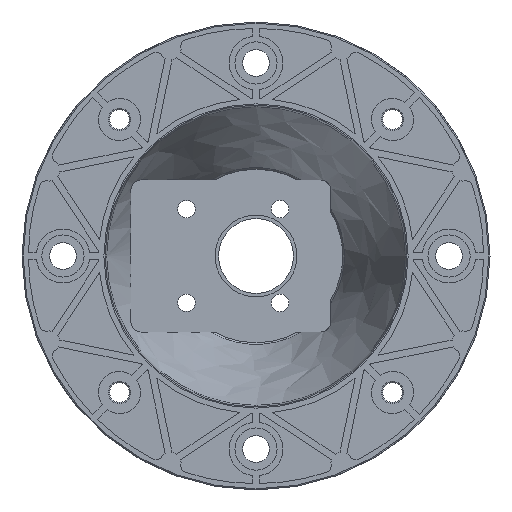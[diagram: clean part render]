
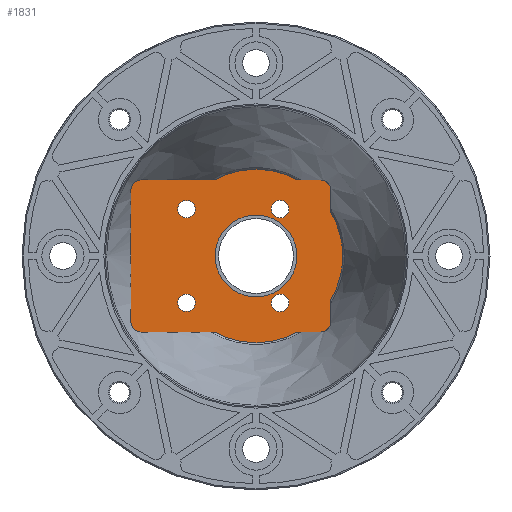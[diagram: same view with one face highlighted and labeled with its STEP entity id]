
A CAD part, left-side view. The second image highlights one B-rep face of the part: STEP entity #1831.
In plain terms, the highlighted planar face has unit normal (-1, 0, 0).
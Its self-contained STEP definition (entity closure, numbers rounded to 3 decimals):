
#1365=CARTESIAN_POINT('',(35.737,-121.423,28.22));
#1366=VERTEX_POINT('',#1365);
#1375=CARTESIAN_POINT('',(35.737,-121.423,37.482));
#1376=VERTEX_POINT('',#1375);
#1383=CARTESIAN_POINT('',(35.737,-121.423,28.22));
#1384=DIRECTION('',(0.0,0.0,1.0));
#1385=VECTOR('',#1384,9.262);
#1386=LINE('',#1383,#1385);
#1387=EDGE_CURVE('',#1366,#1376,#1386,.T.);
#1399=CARTESIAN_POINT('',(35.737,-116.923,41.982));
#1400=VERTEX_POINT('',#1399);
#1407=CARTESIAN_POINT('',(35.737,-116.923,37.482));
#1408=DIRECTION('',(-1.0,0.,0.0));
#1409=DIRECTION('',(0.0,0.0,1.0));
#1410=AXIS2_PLACEMENT_3D('',#1407,#1408,#1409);
#1411=CIRCLE('',#1410,4.5);
#1412=EDGE_CURVE('',#1376,#1400,#1411,.T.);
#1425=CARTESIAN_POINT('',(35.737,-107.279,41.982));
#1426=VERTEX_POINT('',#1425);
#1433=CARTESIAN_POINT('',(35.737,-116.923,41.982));
#1434=DIRECTION('',(0.0,1.0,0.0));
#1435=VECTOR('',#1434,9.644);
#1436=LINE('',#1433,#1435);
#1437=EDGE_CURVE('',#1400,#1426,#1436,.T.);
#1449=CARTESIAN_POINT('',(35.737,-71.566,41.982));
#1450=VERTEX_POINT('',#1449);
#1457=CARTESIAN_POINT('',(35.737,-89.423,9.482));
#1458=DIRECTION('',(-1.0,0.,0.0));
#1459=DIRECTION('',(0.0,0.0,1.0));
#1460=AXIS2_PLACEMENT_3D('',#1457,#1458,#1459);
#1461=CIRCLE('',#1460,37.082);
#1462=EDGE_CURVE('',#1426,#1450,#1461,.T.);
#1475=CARTESIAN_POINT('',(35.737,-40.423,41.982));
#1476=VERTEX_POINT('',#1475);
#1483=CARTESIAN_POINT('',(35.737,-71.566,41.982));
#1484=DIRECTION('',(0.0,1.0,0.0));
#1485=VECTOR('',#1484,31.144);
#1486=LINE('',#1483,#1485);
#1487=EDGE_CURVE('',#1450,#1476,#1486,.T.);
#1499=CARTESIAN_POINT('',(35.737,-35.923,37.482));
#1500=VERTEX_POINT('',#1499);
#1507=CARTESIAN_POINT('',(35.737,-40.423,37.482));
#1508=DIRECTION('',(-1.0,0.,0.0));
#1509=DIRECTION('',(0.0,0.0,1.0));
#1510=AXIS2_PLACEMENT_3D('',#1507,#1508,#1509);
#1511=CIRCLE('',#1510,4.5);
#1512=EDGE_CURVE('',#1476,#1500,#1511,.T.);
#1525=CARTESIAN_POINT('',(35.737,-35.923,-18.518));
#1526=VERTEX_POINT('',#1525);
#1533=CARTESIAN_POINT('',(35.737,-35.923,37.482));
#1534=DIRECTION('',(0.0,0.0,-1.0));
#1535=VECTOR('',#1534,56.0);
#1536=LINE('',#1533,#1535);
#1537=EDGE_CURVE('',#1500,#1526,#1536,.T.);
#1549=CARTESIAN_POINT('',(35.737,-40.423,-23.018));
#1550=VERTEX_POINT('',#1549);
#1557=CARTESIAN_POINT('',(35.737,-40.423,-18.518));
#1558=DIRECTION('',(-1.0,0.,0.0));
#1559=DIRECTION('',(0.0,0.0,1.0));
#1560=AXIS2_PLACEMENT_3D('',#1557,#1558,#1559);
#1561=CIRCLE('',#1560,4.5);
#1562=EDGE_CURVE('',#1526,#1550,#1561,.T.);
#1575=CARTESIAN_POINT('',(35.737,-71.566,-23.018));
#1576=VERTEX_POINT('',#1575);
#1583=CARTESIAN_POINT('',(35.737,-40.423,-23.018));
#1584=DIRECTION('',(0.0,-1.0,0.0));
#1585=VECTOR('',#1584,31.144);
#1586=LINE('',#1583,#1585);
#1587=EDGE_CURVE('',#1550,#1576,#1586,.T.);
#1599=CARTESIAN_POINT('',(35.737,-107.279,-23.018));
#1600=VERTEX_POINT('',#1599);
#1607=CARTESIAN_POINT('',(35.737,-89.423,9.482));
#1608=DIRECTION('',(-1.0,0.,0.0));
#1609=DIRECTION('',(0.0,0.0,1.0));
#1610=AXIS2_PLACEMENT_3D('',#1607,#1608,#1609);
#1611=CIRCLE('',#1610,37.082);
#1612=EDGE_CURVE('',#1576,#1600,#1611,.T.);
#1625=CARTESIAN_POINT('',(35.737,-116.923,-23.018));
#1626=VERTEX_POINT('',#1625);
#1633=CARTESIAN_POINT('',(35.737,-107.279,-23.018));
#1634=DIRECTION('',(0.0,-1.0,0.0));
#1635=VECTOR('',#1634,9.644);
#1636=LINE('',#1633,#1635);
#1637=EDGE_CURVE('',#1600,#1626,#1636,.T.);
#1649=CARTESIAN_POINT('',(35.737,-121.423,-18.518));
#1650=VERTEX_POINT('',#1649);
#1657=CARTESIAN_POINT('',(35.737,-116.923,-18.518));
#1658=DIRECTION('',(-1.0,0.,0.0));
#1659=DIRECTION('',(0.0,0.0,1.0));
#1660=AXIS2_PLACEMENT_3D('',#1657,#1658,#1659);
#1661=CIRCLE('',#1660,4.5);
#1662=EDGE_CURVE('',#1626,#1650,#1661,.T.);
#1675=CARTESIAN_POINT('',(35.737,-121.423,-9.256));
#1676=VERTEX_POINT('',#1675);
#1683=CARTESIAN_POINT('',(35.737,-121.423,-18.518));
#1684=DIRECTION('',(0.0,0.0,1.0));
#1685=VECTOR('',#1684,9.262);
#1686=LINE('',#1683,#1685);
#1687=EDGE_CURVE('',#1650,#1676,#1686,.T.);
#1700=CARTESIAN_POINT('',(35.737,-89.423,9.482));
#1701=DIRECTION('',(-1.0,0.,0.0));
#1702=DIRECTION('',(0.0,0.0,1.0));
#1703=AXIS2_PLACEMENT_3D('',#1700,#1701,#1702);
#1704=CIRCLE('',#1703,37.082);
#1705=EDGE_CURVE('',#1676,#1366,#1704,.T.);
#1710=CARTESIAN_POINT('',(35.737,-35.912,-27.611));
#1711=DIRECTION('',(1.0,0.0,0.0));
#1712=DIRECTION('',(0.0,0.0,1.0));
#1713=AXIS2_PLACEMENT_3D('',#1710,#1711,#1712);
#1714=PLANE('',#1713);
#1715=ORIENTED_EDGE('',*,*,#1637,.T.);
#1716=ORIENTED_EDGE('',*,*,#1662,.T.);
#1717=ORIENTED_EDGE('',*,*,#1687,.T.);
#1718=ORIENTED_EDGE('',*,*,#1705,.T.);
#1719=ORIENTED_EDGE('',*,*,#1387,.T.);
#1720=ORIENTED_EDGE('',*,*,#1412,.T.);
#1721=ORIENTED_EDGE('',*,*,#1437,.T.);
#1722=ORIENTED_EDGE('',*,*,#1462,.T.);
#1723=ORIENTED_EDGE('',*,*,#1487,.T.);
#1724=ORIENTED_EDGE('',*,*,#1512,.T.);
#1725=ORIENTED_EDGE('',*,*,#1537,.T.);
#1726=ORIENTED_EDGE('',*,*,#1562,.T.);
#1727=ORIENTED_EDGE('',*,*,#1587,.T.);
#1728=ORIENTED_EDGE('',*,*,#1612,.T.);
#1729=EDGE_LOOP('',(#1715,#1716,#1717,#1718,#1719,#1720,#1721,#1722,#1723,#1724,#1725,#1726,#1727,#1728));
#1730=FACE_OUTER_BOUND('',#1729,.T.);
#1731=CARTESIAN_POINT('',(35.737,-101.797,-2.892));
#1732=VERTEX_POINT('',#1731);
#1733=CARTESIAN_POINT('',(35.737,-77.048,21.856));
#1734=VERTEX_POINT('',#1733);
#1735=CARTESIAN_POINT('',(35.737,-89.423,9.482));
#1736=DIRECTION('',(-1.0,0.,0.));
#1737=DIRECTION('',(0.,0.707,0.707));
#1738=AXIS2_PLACEMENT_3D('',#1735,#1736,#1737);
#1739=CIRCLE('',#1738,17.5);
#1740=EDGE_CURVE('',#1732,#1734,#1739,.T.);
#1741=ORIENTED_EDGE('',*,*,#1740,.F.);
#1742=CARTESIAN_POINT('',(35.737,-89.423,9.482));
#1743=DIRECTION('',(-1.0,0.,0.));
#1744=DIRECTION('',(0.,0.707,0.707));
#1745=AXIS2_PLACEMENT_3D('',#1742,#1743,#1744);
#1746=CIRCLE('',#1745,17.5);
#1747=EDGE_CURVE('',#1734,#1732,#1746,.T.);
#1748=ORIENTED_EDGE('',*,*,#1747,.F.);
#1749=EDGE_LOOP('',(#1741,#1748));
#1750=FACE_BOUND('',#1749,.T.);
#1751=CARTESIAN_POINT('',(35.737,-59.723,-6.768));
#1752=VERTEX_POINT('',#1751);
#1753=CARTESIAN_POINT('',(35.737,-59.723,-14.268));
#1754=VERTEX_POINT('',#1753);
#1755=CARTESIAN_POINT('',(35.737,-59.723,-10.518));
#1756=DIRECTION('',(1.0,0.,0.0));
#1757=DIRECTION('',(0.0,0.0,1.0));
#1758=AXIS2_PLACEMENT_3D('',#1755,#1756,#1757);
#1759=CIRCLE('',#1758,3.75);
#1760=EDGE_CURVE('',#1752,#1754,#1759,.T.);
#1761=ORIENTED_EDGE('',*,*,#1760,.T.);
#1762=CARTESIAN_POINT('',(35.737,-59.723,-10.518));
#1763=DIRECTION('',(1.0,0.,0.0));
#1764=DIRECTION('',(0.0,0.0,1.0));
#1765=AXIS2_PLACEMENT_3D('',#1762,#1763,#1764);
#1766=CIRCLE('',#1765,3.75);
#1767=EDGE_CURVE('',#1754,#1752,#1766,.T.);
#1768=ORIENTED_EDGE('',*,*,#1767,.T.);
#1769=EDGE_LOOP('',(#1761,#1768));
#1770=FACE_BOUND('',#1769,.T.);
#1771=CARTESIAN_POINT('',(35.737,-59.723,33.232));
#1772=VERTEX_POINT('',#1771);
#1773=CARTESIAN_POINT('',(35.737,-59.723,25.732));
#1774=VERTEX_POINT('',#1773);
#1775=CARTESIAN_POINT('',(35.737,-59.723,29.482));
#1776=DIRECTION('',(1.0,0.,0.0));
#1777=DIRECTION('',(0.0,0.0,1.0));
#1778=AXIS2_PLACEMENT_3D('',#1775,#1776,#1777);
#1779=CIRCLE('',#1778,3.75);
#1780=EDGE_CURVE('',#1772,#1774,#1779,.T.);
#1781=ORIENTED_EDGE('',*,*,#1780,.T.);
#1782=CARTESIAN_POINT('',(35.737,-59.723,29.482));
#1783=DIRECTION('',(1.0,0.,0.0));
#1784=DIRECTION('',(0.0,0.0,1.0));
#1785=AXIS2_PLACEMENT_3D('',#1782,#1783,#1784);
#1786=CIRCLE('',#1785,3.75);
#1787=EDGE_CURVE('',#1774,#1772,#1786,.T.);
#1788=ORIENTED_EDGE('',*,*,#1787,.T.);
#1789=EDGE_LOOP('',(#1781,#1788));
#1790=FACE_BOUND('',#1789,.T.);
#1791=CARTESIAN_POINT('',(35.737,-99.723,-6.768));
#1792=VERTEX_POINT('',#1791);
#1793=CARTESIAN_POINT('',(35.737,-99.723,-14.268));
#1794=VERTEX_POINT('',#1793);
#1795=CARTESIAN_POINT('',(35.737,-99.723,-10.518));
#1796=DIRECTION('',(1.0,0.,0.0));
#1797=DIRECTION('',(0.0,0.0,1.0));
#1798=AXIS2_PLACEMENT_3D('',#1795,#1796,#1797);
#1799=CIRCLE('',#1798,3.75);
#1800=EDGE_CURVE('',#1792,#1794,#1799,.T.);
#1801=ORIENTED_EDGE('',*,*,#1800,.T.);
#1802=CARTESIAN_POINT('',(35.737,-99.723,-10.518));
#1803=DIRECTION('',(1.0,0.,0.0));
#1804=DIRECTION('',(0.0,0.0,1.0));
#1805=AXIS2_PLACEMENT_3D('',#1802,#1803,#1804);
#1806=CIRCLE('',#1805,3.75);
#1807=EDGE_CURVE('',#1794,#1792,#1806,.T.);
#1808=ORIENTED_EDGE('',*,*,#1807,.T.);
#1809=EDGE_LOOP('',(#1801,#1808));
#1810=FACE_BOUND('',#1809,.T.);
#1811=CARTESIAN_POINT('',(35.737,-99.723,33.232));
#1812=VERTEX_POINT('',#1811);
#1813=CARTESIAN_POINT('',(35.737,-99.723,25.732));
#1814=VERTEX_POINT('',#1813);
#1815=CARTESIAN_POINT('',(35.737,-99.723,29.482));
#1816=DIRECTION('',(1.0,0.,0.0));
#1817=DIRECTION('',(0.0,0.0,1.0));
#1818=AXIS2_PLACEMENT_3D('',#1815,#1816,#1817);
#1819=CIRCLE('',#1818,3.75);
#1820=EDGE_CURVE('',#1812,#1814,#1819,.T.);
#1821=ORIENTED_EDGE('',*,*,#1820,.T.);
#1822=CARTESIAN_POINT('',(35.737,-99.723,29.482));
#1823=DIRECTION('',(1.0,0.,0.0));
#1824=DIRECTION('',(0.0,0.0,1.0));
#1825=AXIS2_PLACEMENT_3D('',#1822,#1823,#1824);
#1826=CIRCLE('',#1825,3.75);
#1827=EDGE_CURVE('',#1814,#1812,#1826,.T.);
#1828=ORIENTED_EDGE('',*,*,#1827,.T.);
#1829=EDGE_LOOP('',(#1821,#1828));
#1830=FACE_BOUND('',#1829,.T.);
#1831=ADVANCED_FACE('',(#1730,#1750,#1770,#1790,#1810,#1830),#1714,.F.);
